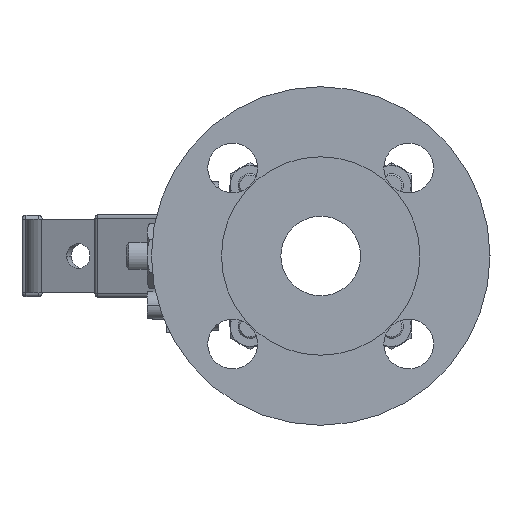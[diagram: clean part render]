
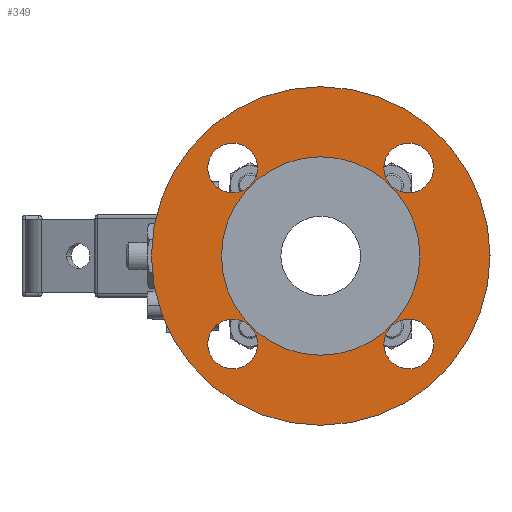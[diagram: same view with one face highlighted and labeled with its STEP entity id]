
A CAD part, left-side view. The second image highlights one B-rep face of the part: STEP entity #349.
In plain terms, the highlighted planar face has unit normal (-1, 0, 0).
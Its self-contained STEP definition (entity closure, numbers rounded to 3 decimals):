
#33 = CARTESIAN_POINT ( 'NONE',  ( -70.652, -28.072, 36.01 ) ) ;
#54 = CIRCLE ( 'NONE', #5141, 7.938 ) ;
#199 = EDGE_CURVE ( 'NONE', #12962, #3570, #4195, .T. ) ;
#261 = VERTEX_POINT ( 'NONE', #5511 ) ;
#298 = CIRCLE ( 'NONE', #4756, 53.975 ) ;
#349 = ADVANCED_FACE ( 'NONE', ( #3852, #11011, #10003, #8995, #13084, #12086 ), #2942, .T. ) ;
#369 = AXIS2_PLACEMENT_3D ( 'NONE', #7800, #547, #11613 ) ;
#547 = DIRECTION ( 'NONE',  ( -1., 0., 0. ) ) ;
#555 = CIRCLE ( 'NONE', #6072, 7.938 ) ;
#622 = ORIENTED_EDGE ( 'NONE', *, *, #6386, .F. ) ;
#665 = DIRECTION ( 'NONE',  ( 0., 0., 1. ) ) ;
#767 = EDGE_LOOP ( 'NONE', ( #11703, #5962 ) ) ;
#846 = DIRECTION ( 'NONE',  ( -1., 0., 0. ) ) ;
#996 = CIRCLE ( 'NONE', #4601, 7.938 ) ;
#1085 = EDGE_CURVE ( 'NONE', #10362, #7487, #2092, .T. ) ;
#1349 = CIRCLE ( 'NONE', #7732, 7.938 ) ;
#1532 = CARTESIAN_POINT ( 'NONE',  ( -70.652, -28.072, 28.072 ) ) ;
#1572 = CARTESIAN_POINT ( 'NONE',  ( -70.652, 0., 0. ) ) ;
#1656 = DIRECTION ( 'NONE',  ( -1., 0., 0. ) ) ;
#1848 = DIRECTION ( 'NONE',  ( 1., 0., 0. ) ) ;
#2092 = CIRCLE ( 'NONE', #11682, 53.975 ) ;
#2253 = VERTEX_POINT ( 'NONE', #11679 ) ;
#2264 = EDGE_CURVE ( 'NONE', #3073, #11037, #2741, .T. ) ;
#2267 = CARTESIAN_POINT ( 'NONE',  ( -70.652, -28.072, -20.135 ) ) ;
#2337 = CARTESIAN_POINT ( 'NONE',  ( -70.652, 28.072, -28.072 ) ) ;
#2419 = EDGE_LOOP ( 'NONE', ( #622, #7581 ) ) ;
#2741 = CIRCLE ( 'NONE', #12759, 7.938 ) ;
#2859 = CIRCLE ( 'NONE', #7955, 31.637 ) ;
#2927 = VERTEX_POINT ( 'NONE', #10425 ) ;
#2942 = PLANE ( 'NONE',  #12510 ) ;
#3073 = VERTEX_POINT ( 'NONE', #33 ) ;
#3201 = DIRECTION ( 'NONE',  ( 0., 0., 1. ) ) ;
#3475 = AXIS2_PLACEMENT_3D ( 'NONE', #1572, #11775, #10770 ) ;
#3480 = ORIENTED_EDGE ( 'NONE', *, *, #5479, .F. ) ;
#3570 = VERTEX_POINT ( 'NONE', #2267 ) ;
#3852 = FACE_BOUND ( 'NONE', #4960, .T. ) ;
#4011 = EDGE_LOOP ( 'NONE', ( #8942, #11862 ) ) ;
#4041 = VERTEX_POINT ( 'NONE', #9286 ) ;
#4195 = CIRCLE ( 'NONE', #369, 7.938 ) ;
#4601 = AXIS2_PLACEMENT_3D ( 'NONE', #6749, #10887, #6818 ) ;
#4756 = AXIS2_PLACEMENT_3D ( 'NONE', #10896, #1848, #6761 ) ;
#4780 = AXIS2_PLACEMENT_3D ( 'NONE', #12067, #9716, #11938 ) ;
#4960 = EDGE_LOOP ( 'NONE', ( #11937, #9599 ) ) ;
#5141 = AXIS2_PLACEMENT_3D ( 'NONE', #7406, #11486, #3201 ) ;
#5256 = DIRECTION ( 'NONE',  ( -1., 0., 0. ) ) ;
#5479 = EDGE_CURVE ( 'NONE', #3570, #12962, #555, .T. ) ;
#5511 = CARTESIAN_POINT ( 'NONE',  ( -70.652, 28.072, -36.01 ) ) ;
#5649 = CARTESIAN_POINT ( 'NONE',  ( -70.652, 28.072, 20.135 ) ) ;
#5962 = ORIENTED_EDGE ( 'NONE', *, *, #8950, .F. ) ;
#6072 = AXIS2_PLACEMENT_3D ( 'NONE', #6957, #846, #8957 ) ;
#6275 = DIRECTION ( 'NONE',  ( -1., 0., 0. ) ) ;
#6386 = EDGE_CURVE ( 'NONE', #11037, #3073, #996, .T. ) ;
#6612 = AXIS2_PLACEMENT_3D ( 'NONE', #2337, #5256, #7226 ) ;
#6749 = CARTESIAN_POINT ( 'NONE',  ( -70.652, -28.072, 28.072 ) ) ;
#6761 = DIRECTION ( 'NONE',  ( 0., 0., -1. ) ) ;
#6771 = CARTESIAN_POINT ( 'NONE',  ( -70.652, 0., 0. ) ) ;
#6818 = DIRECTION ( 'NONE',  ( 0., 0., 1. ) ) ;
#6957 = CARTESIAN_POINT ( 'NONE',  ( -70.652, -28.072, -28.072 ) ) ;
#7002 = ORIENTED_EDGE ( 'NONE', *, *, #199, .F. ) ;
#7226 = DIRECTION ( 'NONE',  ( 0., 0., 1. ) ) ;
#7406 = CARTESIAN_POINT ( 'NONE',  ( -70.652, 28.072, 28.072 ) ) ;
#7487 = VERTEX_POINT ( 'NONE', #12947 ) ;
#7581 = ORIENTED_EDGE ( 'NONE', *, *, #2264, .F. ) ;
#7601 = CARTESIAN_POINT ( 'NONE',  ( -70.652, -28.072, 20.135 ) ) ;
#7732 = AXIS2_PLACEMENT_3D ( 'NONE', #9582, #8784, #665 ) ;
#7752 = ORIENTED_EDGE ( 'NONE', *, *, #7874, .T. ) ;
#7800 = CARTESIAN_POINT ( 'NONE',  ( -70.652, -28.072, -28.072 ) ) ;
#7874 = EDGE_CURVE ( 'NONE', #4041, #2927, #2859, .T. ) ;
#7955 = AXIS2_PLACEMENT_3D ( 'NONE', #6771, #8770, #12058 ) ;
#8013 = CARTESIAN_POINT ( 'NONE',  ( -70.652, 28.072, 36.01 ) ) ;
#8122 = EDGE_CURVE ( 'NONE', #7487, #10362, #298, .T. ) ;
#8309 = CARTESIAN_POINT ( 'NONE',  ( -70.652, 0., -53.975 ) ) ;
#8465 = DIRECTION ( 'NONE',  ( 1., 0., 0. ) ) ;
#8625 = CARTESIAN_POINT ( 'NONE',  ( -70.652, -28.072, -36.01 ) ) ;
#8752 = EDGE_LOOP ( 'NONE', ( #7002, #3480 ) ) ;
#8770 = DIRECTION ( 'NONE',  ( 1., 0., 0. ) ) ;
#8784 = DIRECTION ( 'NONE',  ( -1., 0., 0. ) ) ;
#8857 = DIRECTION ( 'NONE',  ( 0., 0., 1. ) ) ;
#8942 = ORIENTED_EDGE ( 'NONE', *, *, #1085, .F. ) ;
#8950 = EDGE_CURVE ( 'NONE', #2253, #261, #12643, .T. ) ;
#8957 = DIRECTION ( 'NONE',  ( 0., 0., 1. ) ) ;
#8995 = FACE_BOUND ( 'NONE', #767, .T. ) ;
#9233 = CIRCLE ( 'NONE', #3475, 31.637 ) ;
#9286 = CARTESIAN_POINT ( 'NONE',  ( -70.652, 0., -31.637 ) ) ;
#9395 = CARTESIAN_POINT ( 'NONE',  ( -70.652, 0., 0. ) ) ;
#9582 = CARTESIAN_POINT ( 'NONE',  ( -70.652, 28.072, 28.072 ) ) ;
#9599 = ORIENTED_EDGE ( 'NONE', *, *, #11656, .F. ) ;
#9601 = EDGE_CURVE ( 'NONE', #2927, #4041, #9233, .T. ) ;
#9712 = VERTEX_POINT ( 'NONE', #8013 ) ;
#9716 = DIRECTION ( 'NONE',  ( -1., 0., 0. ) ) ;
#10003 = FACE_BOUND ( 'NONE', #8752, .T. ) ;
#10247 = EDGE_CURVE ( 'NONE', #261, #2253, #12827, .T. ) ;
#10362 = VERTEX_POINT ( 'NONE', #8309 ) ;
#10425 = CARTESIAN_POINT ( 'NONE',  ( -70.652, 0., 31.637 ) ) ;
#10653 = DIRECTION ( 'NONE',  ( 0., 0., 1. ) ) ;
#10737 = VERTEX_POINT ( 'NONE', #5649 ) ;
#10770 = DIRECTION ( 'NONE',  ( 0., 0., -1. ) ) ;
#10887 = DIRECTION ( 'NONE',  ( -1., 0., 0. ) ) ;
#10889 = EDGE_CURVE ( 'NONE', #10737, #9712, #54, .T. ) ;
#10896 = CARTESIAN_POINT ( 'NONE',  ( -70.652, 0., 0. ) ) ;
#11011 = FACE_BOUND ( 'NONE', #2419, .T. ) ;
#11037 = VERTEX_POINT ( 'NONE', #7601 ) ;
#11081 = CARTESIAN_POINT ( 'NONE',  ( -70.652, 53.975, 0. ) ) ;
#11486 = DIRECTION ( 'NONE',  ( -1., 0., 0. ) ) ;
#11613 = DIRECTION ( 'NONE',  ( 0., 0., 1. ) ) ;
#11656 = EDGE_CURVE ( 'NONE', #9712, #10737, #1349, .T. ) ;
#11676 = DIRECTION ( 'NONE',  ( 0., 0., -1. ) ) ;
#11679 = CARTESIAN_POINT ( 'NONE',  ( -70.652, 28.072, -20.135 ) ) ;
#11682 = AXIS2_PLACEMENT_3D ( 'NONE', #9395, #8465, #11676 ) ;
#11703 = ORIENTED_EDGE ( 'NONE', *, *, #10247, .F. ) ;
#11727 = EDGE_LOOP ( 'NONE', ( #7752, #12175 ) ) ;
#11775 = DIRECTION ( 'NONE',  ( 1., 0., 0. ) ) ;
#11862 = ORIENTED_EDGE ( 'NONE', *, *, #8122, .F. ) ;
#11937 = ORIENTED_EDGE ( 'NONE', *, *, #10889, .F. ) ;
#11938 = DIRECTION ( 'NONE',  ( 0., 0., 1. ) ) ;
#12058 = DIRECTION ( 'NONE',  ( 0., 0., -1. ) ) ;
#12067 = CARTESIAN_POINT ( 'NONE',  ( -70.652, 28.072, -28.072 ) ) ;
#12086 = FACE_OUTER_BOUND ( 'NONE', #4011, .T. ) ;
#12175 = ORIENTED_EDGE ( 'NONE', *, *, #9601, .T. ) ;
#12510 = AXIS2_PLACEMENT_3D ( 'NONE', #11081, #1656, #8857 ) ;
#12643 = CIRCLE ( 'NONE', #4780, 7.938 ) ;
#12759 = AXIS2_PLACEMENT_3D ( 'NONE', #1532, #6275, #10653 ) ;
#12827 = CIRCLE ( 'NONE', #6612, 7.938 ) ;
#12947 = CARTESIAN_POINT ( 'NONE',  ( -70.652, 0., 53.975 ) ) ;
#12962 = VERTEX_POINT ( 'NONE', #8625 ) ;
#13084 = FACE_BOUND ( 'NONE', #11727, .T. ) ;
